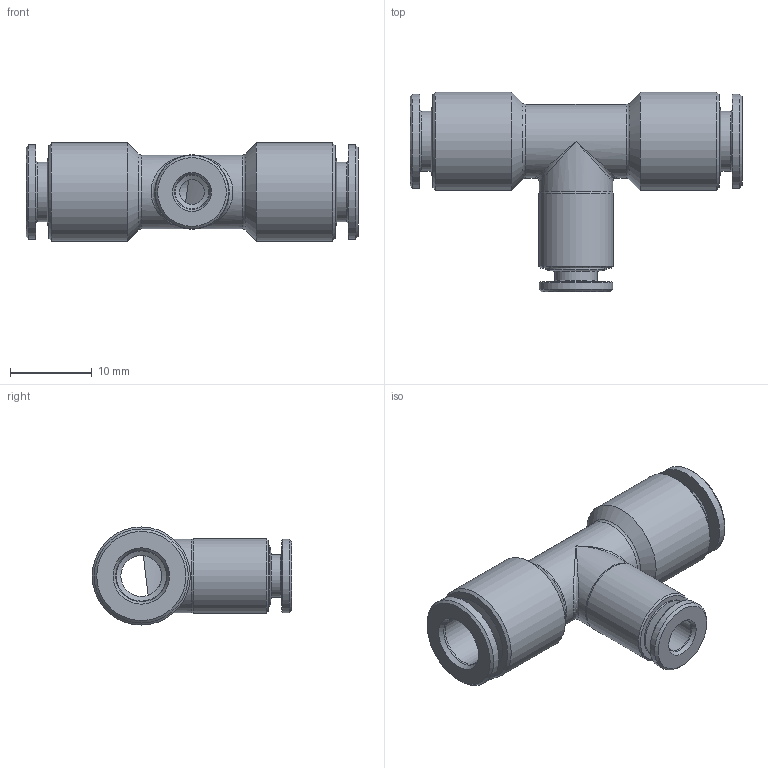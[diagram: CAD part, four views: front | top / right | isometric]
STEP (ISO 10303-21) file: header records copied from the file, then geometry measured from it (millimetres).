
FILE_DESCRIPTION(/* description */ ('STEP AP214'),/* implementation_level */ '2;1');
FILE_NAME(/* name */ 'A0193010',/* time_stamp */ '2023-04-20T13:33:29+02:00',/* author */ ('License CC BY-ND 4.0'),/* organization */ ('CADENAS'),/* preprocessor_version */ 'ST-DEVELOPER v19.3',/* originating_system */ 'PARTsolutions',/* authorisation */ ' ');
FILE_SCHEMA (('AUTOMOTIVE_DESIGN {1 0 10303 214 3 1 1}'));
Length unit declared in the file: millimetre
Products named in the file (1): A0193010
Bounding box: 40.6 x 24.4 x 12 mm (x, y, z)
Volume: 3178.4 mm3; surface area: 3174.3 mm2
Topology: 1 solids, 1 shells, 55 faces, 124 edges, 73 vertices
Faces by surface type: cone 21, cylinder 17, plane 9, torus 6, bspline 2
Full cylindrical faces by diameter (mm): 3 x1, 4.15 x1, 5 x1, 5.2 x1, 6.15 x2, 7.3 x2, 7.45 x1, 9 x3, 9.1 x1, 11.5 x2, 12 x2
Entity records: 1487 total; most frequent: CARTESIAN_POINT 514, DIRECTION 212, ORIENTED_EDGE 118, EDGE_LOOP 110, FACE_BOUND 110, AXIS2_PLACEMENT_3D 106, EDGE_CURVE 59, VERTEX_POINT 57
